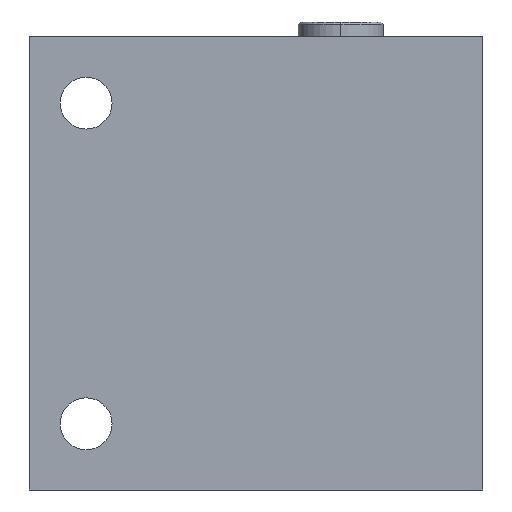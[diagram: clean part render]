
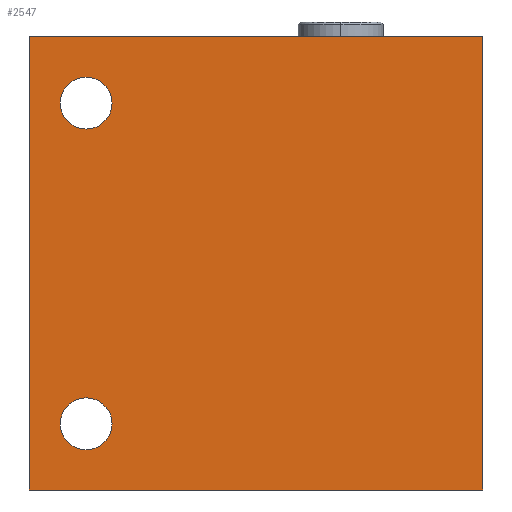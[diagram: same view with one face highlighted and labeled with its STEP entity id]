
A CAD part, left-side view. The second image highlights one B-rep face of the part: STEP entity #2547.
In plain terms, the highlighted planar face has unit normal (-1, 0, 0).
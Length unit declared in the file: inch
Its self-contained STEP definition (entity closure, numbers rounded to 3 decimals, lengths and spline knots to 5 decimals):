
#1=DIRECTION('',(0.,-1.,0.));
#2=VECTOR('',#1,3.);
#3=CARTESIAN_POINT('',(0.,0.,0.));
#4=LINE('',#3,#2);
#27=DIRECTION('',(0.,0.,1.));
#28=VECTOR('',#27,3.);
#29=CARTESIAN_POINT('',(0.,0.,0.));
#30=LINE('',#29,#28);
#31=CARTESIAN_POINT('',(0.,-0.375,0.438));
#32=DIRECTION('',(1.,0.,0.));
#33=DIRECTION('',(0.,0.,-1.));
#34=AXIS2_PLACEMENT_3D('',#31,#32,#33);
#36=CARTESIAN_POINT('',(0.,-0.375,0.438));
#37=DIRECTION('',(1.,0.,0.));
#38=DIRECTION('',(0.,0.,1.));
#39=AXIS2_PLACEMENT_3D('',#36,#37,#38);
#41=CARTESIAN_POINT('',(0.,-0.375,2.562));
#42=DIRECTION('',(1.,0.,0.));
#43=DIRECTION('',(0.,0.,-1.));
#44=AXIS2_PLACEMENT_3D('',#41,#42,#43);
#46=CARTESIAN_POINT('',(0.,-0.375,2.562));
#47=DIRECTION('',(1.,0.,0.));
#48=DIRECTION('',(0.,0.,1.));
#49=AXIS2_PLACEMENT_3D('',#46,#47,#48);
#99=DIRECTION('',(0.,0.,1.));
#100=VECTOR('',#99,3.);
#101=CARTESIAN_POINT('',(0.,-3.,0.));
#102=LINE('',#101,#100);
#705=DIRECTION('',(0.,-1.,0.));
#706=VECTOR('',#705,3.);
#707=CARTESIAN_POINT('',(0.,0.,3.));
#708=LINE('',#707,#706);
#2188=CARTESIAN_POINT('',(0.,0.,0.));
#2189=CARTESIAN_POINT('',(0.,-3.,0.));
#2190=VERTEX_POINT('',#2188);
#2191=VERTEX_POINT('',#2189);
#2196=CARTESIAN_POINT('',(0.,0.,3.));
#2197=CARTESIAN_POINT('',(0.,-3.,3.));
#2198=VERTEX_POINT('',#2196);
#2199=VERTEX_POINT('',#2197);
#2370=CARTESIAN_POINT('',(0.,-0.375,0.266));
#2371=CARTESIAN_POINT('',(0.,-0.375,0.61));
#2372=VERTEX_POINT('',#2370);
#2373=VERTEX_POINT('',#2371);
#2378=CARTESIAN_POINT('',(0.,-0.375,2.39));
#2379=CARTESIAN_POINT('',(0.,-0.375,2.734));
#2380=VERTEX_POINT('',#2378);
#2381=VERTEX_POINT('',#2379);
#2521=CARTESIAN_POINT('',(0.,0.,0.));
#2522=DIRECTION('',(-1.,0.,0.));
#2523=DIRECTION('',(0.,-1.,0.));
#2524=AXIS2_PLACEMENT_3D('',#2521,#2522,#2523);
#2525=PLANE('',#2524);
#2526=ORIENTED_EDGE('',*,*,#2504,.F.);
#2528=ORIENTED_EDGE('',*,*,#2527,.T.);
#2530=ORIENTED_EDGE('',*,*,#2529,.T.);
#2532=ORIENTED_EDGE('',*,*,#2531,.F.);
#2533=EDGE_LOOP('',(#2526,#2528,#2530,#2532));
#2534=FACE_OUTER_BOUND('',#2533,.F.);
#2536=ORIENTED_EDGE('',*,*,#2535,.F.);
#2538=ORIENTED_EDGE('',*,*,#2537,.F.);
#2539=EDGE_LOOP('',(#2536,#2538));
#2540=FACE_BOUND('',#2539,.F.);
#2542=ORIENTED_EDGE('',*,*,#2541,.F.);
#2544=ORIENTED_EDGE('',*,*,#2543,.F.);
#2545=EDGE_LOOP('',(#2542,#2544));
#2546=FACE_BOUND('',#2545,.F.);
#2547=ADVANCED_FACE('',(#2534,#2540,#2546),#2525,.T.);
#35=CIRCLE('',#34,0.172);
#40=CIRCLE('',#39,0.172);
#45=CIRCLE('',#44,0.172);
#50=CIRCLE('',#49,0.172);
#2504=EDGE_CURVE('',#2190,#2191,#4,.T.);
#2527=EDGE_CURVE('',#2190,#2198,#30,.T.);
#2529=EDGE_CURVE('',#2198,#2199,#708,.T.);
#2531=EDGE_CURVE('',#2191,#2199,#102,.T.);
#2535=EDGE_CURVE('',#2372,#2373,#35,.T.);
#2537=EDGE_CURVE('',#2373,#2372,#40,.T.);
#2541=EDGE_CURVE('',#2380,#2381,#45,.T.);
#2543=EDGE_CURVE('',#2381,#2380,#50,.T.);
